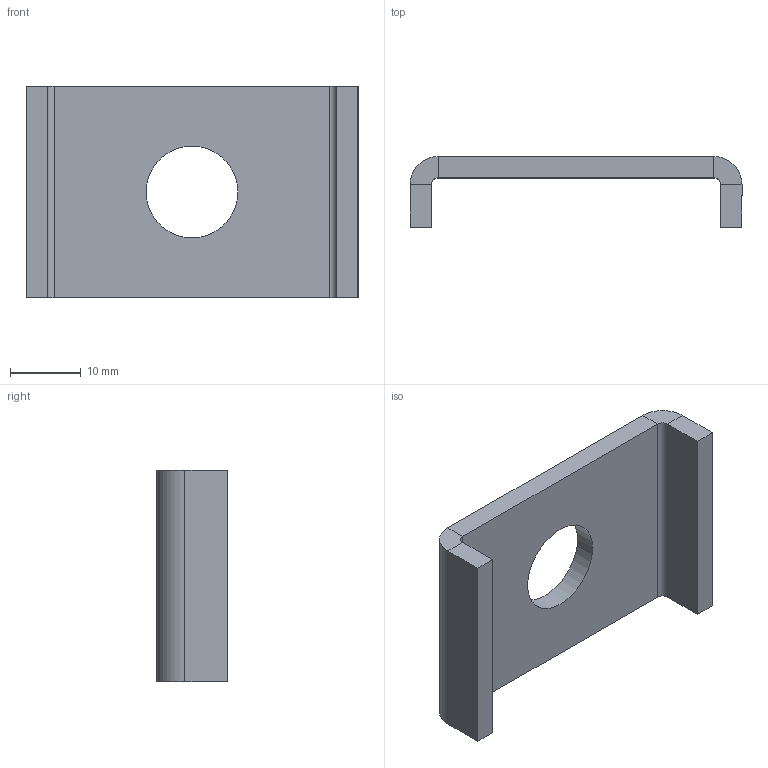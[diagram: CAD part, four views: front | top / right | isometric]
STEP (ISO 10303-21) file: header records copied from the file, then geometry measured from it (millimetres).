
FILE_DESCRIPTION((''),'2;1');
FILE_NAME('151195.stp','2013-02-27T15:24:26',('DMK009'),(''),'Autodesk Inventor 2012','Autodesk Inventor 2012','');
FILE_SCHEMA(('AUTOMOTIVE_DESIGN { 1 0 10303 214 1 1 1 1 }'));
Length unit declared in the file: millimetre
Products named in the file (1): 151195
Bounding box: 47 x 10 x 30 mm (x, y, z)
Volume: 4898.7 mm3; surface area: 3921.4 mm2
Topology: 1 solids, 1 shells, 23 faces, 47 edges, 26 vertices
Faces by surface type: plane 18, cylinder 5
Full cylindrical faces by diameter (mm): 13 x1
Entity records: 638 total; most frequent: DIRECTION 104, CARTESIAN_POINT 96, ORIENTED_EDGE 92, EDGE_CURVE 46, VECTOR 36, LINE 36, AXIS2_PLACEMENT_3D 34, VERTEX_POINT 26
